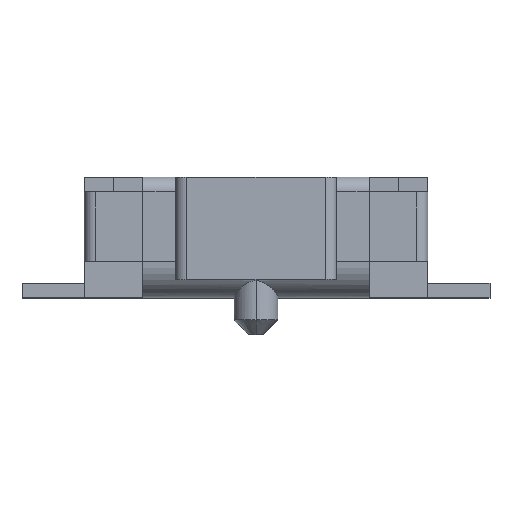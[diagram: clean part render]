
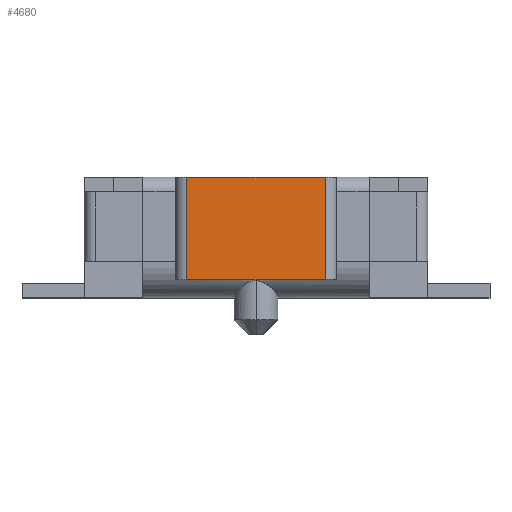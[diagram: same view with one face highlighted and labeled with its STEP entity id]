
A CAD part, top view. The second image highlights one B-rep face of the part: STEP entity #4680.
In plain terms, the highlighted planar face has unit normal (0, 0, 1).
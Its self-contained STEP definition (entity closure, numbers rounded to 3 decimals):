
#85 = EDGE_CURVE ( 'NONE', #1562, #3184, #1401, .T. ) ;
#161 = CARTESIAN_POINT ( 'NONE',  ( -0.95, 1.65, 2.75 ) ) ;
#303 = CARTESIAN_POINT ( 'NONE',  ( 0.95, 0.25, 2.75 ) ) ;
#414 = CARTESIAN_POINT ( 'NONE',  ( 0.95, 1.65, 2.75 ) ) ;
#512 = DIRECTION ( 'NONE',  ( -1., 0., 0. ) ) ;
#542 = FACE_OUTER_BOUND ( 'NONE', #5121, .T. ) ;
#684 = AXIS2_PLACEMENT_3D ( 'NONE', #1005, #3429, #2145 ) ;
#706 = CARTESIAN_POINT ( 'NONE',  ( 0.95, 1.65, 2.75 ) ) ;
#811 = DIRECTION ( 'NONE',  ( 0., 1., 0. ) ) ;
#832 = LINE ( 'NONE', #414, #2532 ) ;
#948 = ORIENTED_EDGE ( 'NONE', *, *, #85, .T. ) ;
#985 = VERTEX_POINT ( 'NONE', #303 ) ;
#1004 = DIRECTION ( 'NONE',  ( 0., -1., 0. ) ) ;
#1005 = CARTESIAN_POINT ( 'NONE',  ( 1.1, 1.65, 2.75 ) ) ;
#1400 = LINE ( 'NONE', #4144, #5071 ) ;
#1401 = LINE ( 'NONE', #161, #5004 ) ;
#1421 = ORIENTED_EDGE ( 'NONE', *, *, #3790, .T. ) ;
#1562 = VERTEX_POINT ( 'NONE', #1809 ) ;
#1591 = VERTEX_POINT ( 'NONE', #706 ) ;
#1704 = LINE ( 'NONE', #3448, #3824 ) ;
#1748 = PLANE ( 'NONE',  #684 ) ;
#1793 = EDGE_CURVE ( 'NONE', #985, #3184, #1704, .T. ) ;
#1809 = CARTESIAN_POINT ( 'NONE',  ( -0.95, 1.65, 2.75 ) ) ;
#2145 = DIRECTION ( 'NONE',  ( -1., 0., 0. ) ) ;
#2211 = DIRECTION ( 'NONE',  ( -1., 0., 0. ) ) ;
#2481 = EDGE_CURVE ( 'NONE', #985, #1591, #832, .T. ) ;
#2532 = VECTOR ( 'NONE', #811, 1000. ) ;
#3121 = ORIENTED_EDGE ( 'NONE', *, *, #2481, .T. ) ;
#3184 = VERTEX_POINT ( 'NONE', #4762 ) ;
#3429 = DIRECTION ( 'NONE',  ( 0., 0., -1. ) ) ;
#3448 = CARTESIAN_POINT ( 'NONE',  ( 1.1, 0.25, 2.75 ) ) ;
#3790 = EDGE_CURVE ( 'NONE', #1591, #1562, #1400, .T. ) ;
#3824 = VECTOR ( 'NONE', #2211, 1000. ) ;
#4144 = CARTESIAN_POINT ( 'NONE',  ( 1.1, 1.65, 2.75 ) ) ;
#4504 = ORIENTED_EDGE ( 'NONE', *, *, #1793, .F. ) ;
#4680 = ADVANCED_FACE ( 'NONE', ( #542 ), #1748, .F. ) ;
#4762 = CARTESIAN_POINT ( 'NONE',  ( -0.95, 0.25, 2.75 ) ) ;
#5004 = VECTOR ( 'NONE', #1004, 1000. ) ;
#5071 = VECTOR ( 'NONE', #512, 1000. ) ;
#5121 = EDGE_LOOP ( 'NONE', ( #1421, #948, #4504, #3121 ) ) ;
